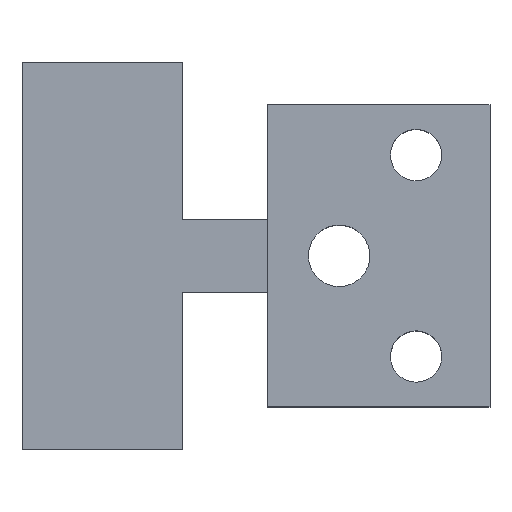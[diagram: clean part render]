
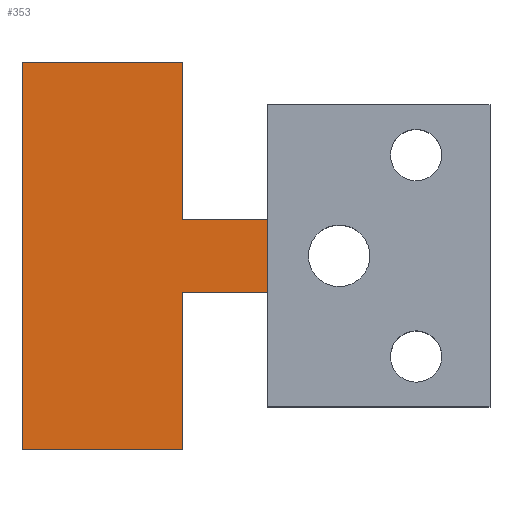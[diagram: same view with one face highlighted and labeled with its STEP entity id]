
A CAD part, top view. The second image highlights one B-rep face of the part: STEP entity #353.
In plain terms, the highlighted planar face has unit normal (0, 0, 1).
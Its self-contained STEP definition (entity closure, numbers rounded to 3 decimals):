
#24=PLANE('',#397);
#40=FACE_OUTER_BOUND('',#62,.T.);
#62=EDGE_LOOP('',(#262,#263,#264,#265,#266,#267,#268,#269));
#87=LINE('',#538,#127);
#88=LINE('',#540,#128);
#89=LINE('',#542,#129);
#90=LINE('',#544,#130);
#91=LINE('',#546,#131);
#92=LINE('',#548,#132);
#93=LINE('',#550,#133);
#94=LINE('',#551,#134);
#127=VECTOR('',#441,10.);
#128=VECTOR('',#442,10.);
#129=VECTOR('',#443,10.);
#130=VECTOR('',#444,10.);
#131=VECTOR('',#445,10.);
#132=VECTOR('',#446,10.);
#133=VECTOR('',#447,10.);
#134=VECTOR('',#448,10.);
#179=VERTEX_POINT('',#536);
#180=VERTEX_POINT('',#537);
#181=VERTEX_POINT('',#539);
#182=VERTEX_POINT('',#541);
#183=VERTEX_POINT('',#543);
#184=VERTEX_POINT('',#545);
#185=VERTEX_POINT('',#547);
#186=VERTEX_POINT('',#549);
#212=EDGE_CURVE('',#179,#180,#87,.T.);
#213=EDGE_CURVE('',#180,#181,#88,.T.);
#214=EDGE_CURVE('',#181,#182,#89,.T.);
#215=EDGE_CURVE('',#182,#183,#90,.T.);
#216=EDGE_CURVE('',#183,#184,#91,.T.);
#217=EDGE_CURVE('',#184,#185,#92,.T.);
#218=EDGE_CURVE('',#185,#186,#93,.T.);
#219=EDGE_CURVE('',#186,#179,#94,.T.);
#262=ORIENTED_EDGE('',*,*,#212,.T.);
#263=ORIENTED_EDGE('',*,*,#213,.T.);
#264=ORIENTED_EDGE('',*,*,#214,.T.);
#265=ORIENTED_EDGE('',*,*,#215,.T.);
#266=ORIENTED_EDGE('',*,*,#216,.T.);
#267=ORIENTED_EDGE('',*,*,#217,.T.);
#268=ORIENTED_EDGE('',*,*,#218,.T.);
#269=ORIENTED_EDGE('',*,*,#219,.T.);
#353=ADVANCED_FACE('',(#40),#24,.T.);
#397=AXIS2_PLACEMENT_3D('',#535,#439,#440);
#439=DIRECTION('center_axis',(0.,0.,1.));
#440=DIRECTION('ref_axis',(1.,0.,0.));
#441=DIRECTION('',(0.,1.,0.));
#442=DIRECTION('',(-1.,0.,0.));
#443=DIRECTION('',(0.,1.,0.));
#444=DIRECTION('',(-1.,0.,0.));
#445=DIRECTION('',(0.,-1.,0.));
#446=DIRECTION('',(1.,0.,0.));
#447=DIRECTION('',(0.,1.,0.));
#448=DIRECTION('',(1.,0.,0.));
#535=CARTESIAN_POINT('Origin',(-6.6,0.,2.35));
#536=CARTESIAN_POINT('',(-6.025,-1.8,2.35));
#537=CARTESIAN_POINT('',(-6.025,1.8,2.35));
#538=CARTESIAN_POINT('',(-6.025,3.683,2.35));
#539=CARTESIAN_POINT('',(-10.205,1.8,2.35));
#540=CARTESIAN_POINT('',(-6.025,1.8,2.35));
#541=CARTESIAN_POINT('',(-10.205,9.44,2.35));
#542=CARTESIAN_POINT('',(-10.205,-9.44,2.35));
#543=CARTESIAN_POINT('',(-18.005,9.44,2.35));
#544=CARTESIAN_POINT('',(-10.205,9.44,2.35));
#545=CARTESIAN_POINT('',(-18.005,-9.44,2.35));
#546=CARTESIAN_POINT('',(-18.005,9.44,2.35));
#547=CARTESIAN_POINT('',(-10.205,-9.44,2.35));
#548=CARTESIAN_POINT('',(-18.005,-9.44,2.35));
#549=CARTESIAN_POINT('',(-10.205,-1.8,2.35));
#550=CARTESIAN_POINT('',(-10.205,-9.44,2.35));
#551=CARTESIAN_POINT('',(-10.205,-1.8,2.35));
